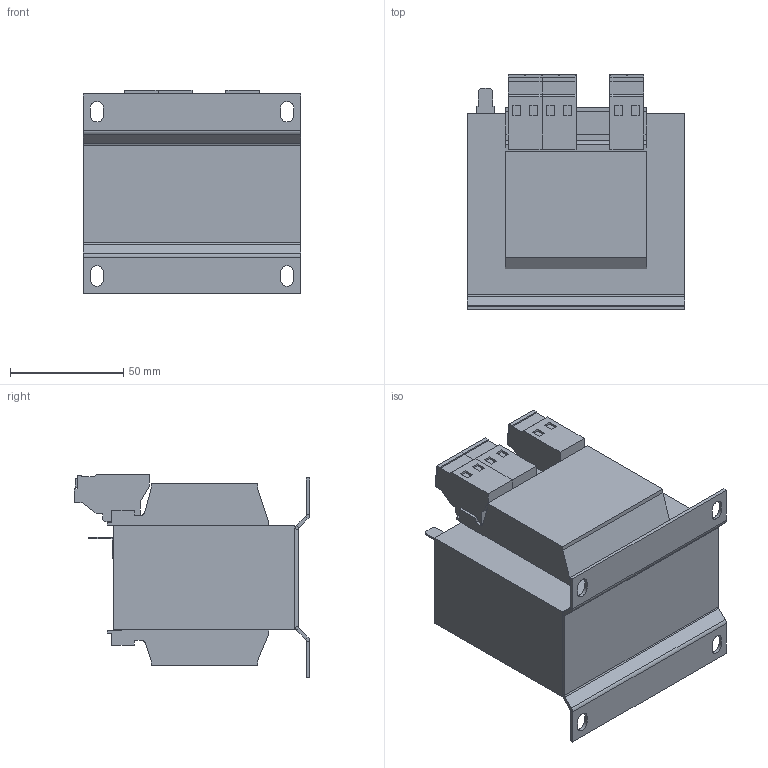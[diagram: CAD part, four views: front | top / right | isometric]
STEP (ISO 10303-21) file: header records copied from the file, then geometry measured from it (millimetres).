
FILE_DESCRIPTION (( 'STEP AP214' ), '1' );
FILE_NAME ('223503.STEP', '2020-06-23T09:13:27', ( '' ), ( '' ), 'SwSTEP 2.0', 'SolidWorks 2018', '' );
FILE_SCHEMA (( 'AUTOMOTIVE_DESIGN' ));
Length unit declared in the file: millimetre
Products named in the file (1): 223503
Bounding box: 96 x 104 x 89.95 mm (x, y, z)
Volume: 509768.1 mm3; surface area: 56554.5 mm2
Topology: 1 solids, 1 shells, 244 faces, 611 edges, 390 vertices
Faces by surface type: plane 214, cylinder 30
Entity records: 7169 total; most frequent: CARTESIAN_POINT 1246, ORIENTED_EDGE 1222, DIRECTION 1161, EDGE_CURVE 611, VECTOR 551, LINE 551, VERTEX_POINT 390, AXIS2_PLACEMENT_3D 305
